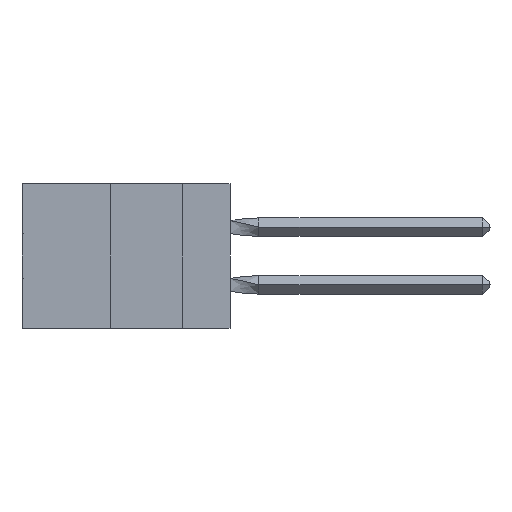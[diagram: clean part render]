
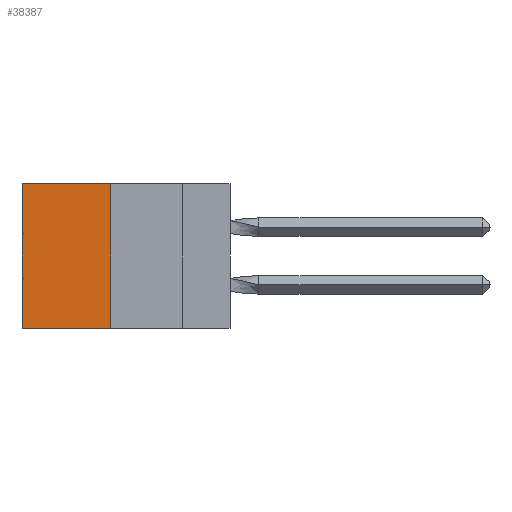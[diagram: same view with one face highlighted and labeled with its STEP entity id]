
A CAD part, left-side view. The second image highlights one B-rep face of the part: STEP entity #38387.
In plain terms, the highlighted planar face has unit normal (-1, 0, 0).
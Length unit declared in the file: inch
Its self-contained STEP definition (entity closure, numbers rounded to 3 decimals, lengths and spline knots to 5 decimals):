
#1048 = EDGE_CURVE ( 'NONE', #1284, #2271, #36340, .T. ) ;
#1284 = VERTEX_POINT ( 'NONE', #11459 ) ;
#1826 = ORIENTED_EDGE ( 'NONE', *, *, #7421, .T. ) ;
#2271 = VERTEX_POINT ( 'NONE', #41646 ) ;
#2301 = LINE ( 'NONE', #40283, #26009 ) ;
#3025 = DIRECTION ( 'NONE',  ( 0., 0., -1. ) ) ;
#4756 = ORIENTED_EDGE ( 'NONE', *, *, #36382, .F. ) ;
#5520 = DIRECTION ( 'NONE',  ( 0., 1., 0. ) ) ;
#5589 = DIRECTION ( 'NONE',  ( 0., 1., 0. ) ) ;
#7421 = EDGE_CURVE ( 'NONE', #9241, #2271, #17964, .T. ) ;
#9241 = VERTEX_POINT ( 'NONE', #41409 ) ;
#10468 = VERTEX_POINT ( 'NONE', #20248 ) ;
#11459 = CARTESIAN_POINT ( 'NONE',  ( 0.305, 0.413, -0.5 ) ) ;
#14485 = LINE ( 'NONE', #25794, #36032 ) ;
#16951 = EDGE_CURVE ( 'NONE', #10468, #9241, #14485, .T. ) ;
#17875 = PLANE ( 'NONE',  #19250 ) ;
#17964 = LINE ( 'NONE', #41481, #23165 ) ;
#19250 = AXIS2_PLACEMENT_3D ( 'NONE', #35039, #31365, #28093 ) ;
#20248 = CARTESIAN_POINT ( 'NONE',  ( 0.305, 0.413, 0. ) ) ;
#21108 = VECTOR ( 'NONE', #5520, 39.37008 ) ;
#23165 = VECTOR ( 'NONE', #3025, 39.37008 ) ;
#23648 = EDGE_LOOP ( 'NONE', ( #1826, #38015, #4756, #32799 ) ) ;
#25794 = CARTESIAN_POINT ( 'NONE',  ( 0.305, 0.413, 0. ) ) ;
#26009 = VECTOR ( 'NONE', #26901, 39.37008 ) ;
#26901 = DIRECTION ( 'NONE',  ( 0., 0., -1. ) ) ;
#28093 = DIRECTION ( 'NONE',  ( 0., 0., -1. ) ) ;
#30164 = FACE_OUTER_BOUND ( 'NONE', #23648, .T. ) ;
#31365 = DIRECTION ( 'NONE',  ( 1., 0., 0. ) ) ;
#32799 = ORIENTED_EDGE ( 'NONE', *, *, #16951, .T. ) ;
#33103 = CARTESIAN_POINT ( 'NONE',  ( 0.305, 0.413, -0.5 ) ) ;
#35039 = CARTESIAN_POINT ( 'NONE',  ( 0.305, 0.413, -0.5 ) ) ;
#36032 = VECTOR ( 'NONE', #5589, 39.37008 ) ;
#36340 = LINE ( 'NONE', #33103, #21108 ) ;
#36382 = EDGE_CURVE ( 'NONE', #10468, #1284, #2301, .T. ) ;
#38015 = ORIENTED_EDGE ( 'NONE', *, *, #1048, .F. ) ;
#38387 = ADVANCED_FACE ( 'NONE', ( #30164 ), #17875, .F. ) ;
#40283 = CARTESIAN_POINT ( 'NONE',  ( 0.305, 0.413, -0.5 ) ) ;
#41409 = CARTESIAN_POINT ( 'NONE',  ( 0.305, 0.72, 0. ) ) ;
#41481 = CARTESIAN_POINT ( 'NONE',  ( 0.305, 0.72, -0.5 ) ) ;
#41646 = CARTESIAN_POINT ( 'NONE',  ( 0.305, 0.72, -0.5 ) ) ;
